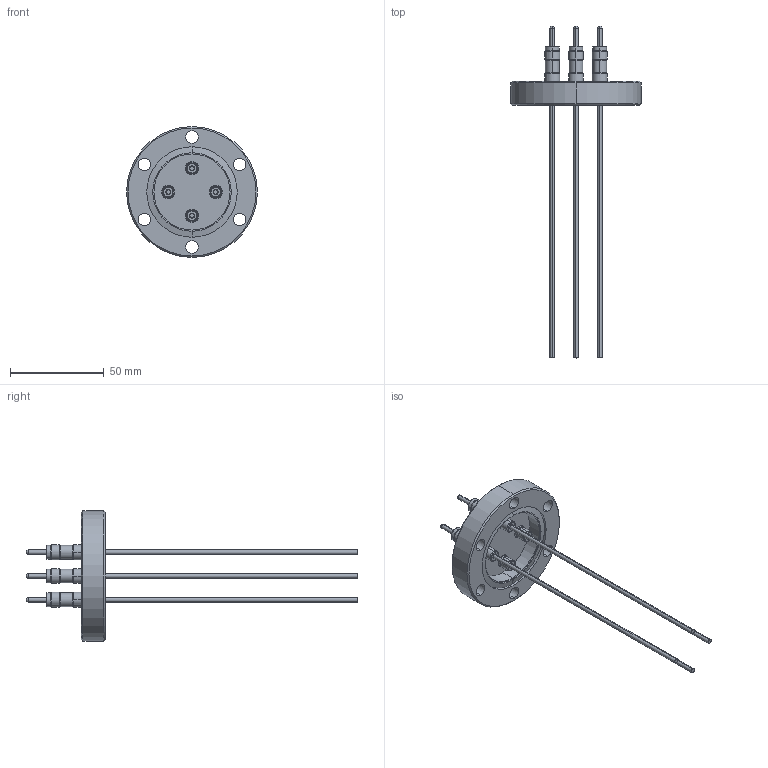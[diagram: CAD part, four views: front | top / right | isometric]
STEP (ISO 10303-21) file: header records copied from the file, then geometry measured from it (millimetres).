
FILE_DESCRIPTION (( 'STEP AP214' ), '1' );
FILE_NAME ('420XSP040-5-30-4.step', '2017-07-10T09:29:30', ( 'install' ), ( '' ), 'SwSTEP 2.0', 'SolidWorks 2015', '' );
FILE_SCHEMA (( 'AUTOMOTIVE_DESIGN' ));
Length unit declared in the file: inch
Products named in the file (1): 420XSP040-5-30-4
Bounding box: 69.85 x 177.29 x 69.85 mm (x, y, z)
Volume: 40345 mm3; surface area: 22325.9 mm2
Topology: 1 solids, 1 shells, 271 faces, 593 edges, 366 vertices
Faces by surface type: cylinder 140, cone 55, plane 44, torus 32
Entity records: 7989 total; most frequent: CARTESIAN_POINT 1645, DIRECTION 1515, ORIENTED_EDGE 1186, AXIS2_PLACEMENT_3D 660, EDGE_CURVE 593, CIRCLE 388, VERTEX_POINT 366, EDGE_LOOP 325
